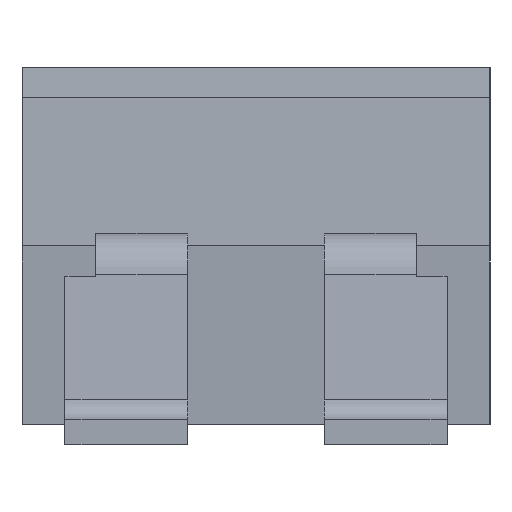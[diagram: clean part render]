
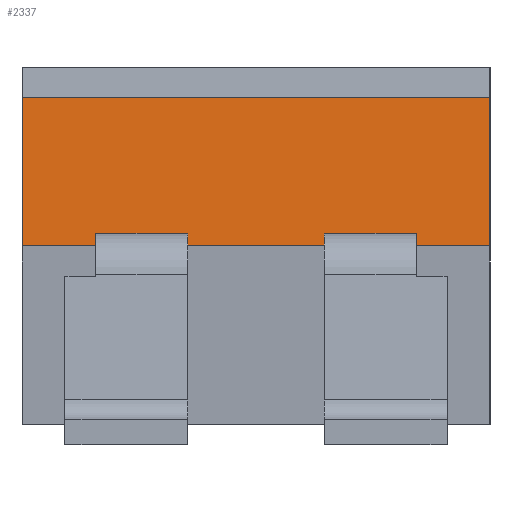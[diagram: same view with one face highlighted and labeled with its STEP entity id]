
A CAD part, left-side view. The second image highlights one B-rep face of the part: STEP entity #2337.
In plain terms, the highlighted planar face has unit normal (-0.998, 0, 0.056).
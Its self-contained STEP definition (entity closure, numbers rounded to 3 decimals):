
#32 = AXIS2_PLACEMENT_3D ( 'NONE', #1968, #311, #1958 ) ;
#66 = EDGE_CURVE ( 'NONE', #966, #232, #1797, .T. ) ;
#82 = CARTESIAN_POINT ( 'NONE',  ( 242.173, 163.726, 3.204 ) ) ;
#167 = ORIENTED_EDGE ( 'NONE', *, *, #66, .T. ) ;
#171 = CARTESIAN_POINT ( 'NONE',  ( 242.091, 168.306, 1.75 ) ) ;
#215 = VERTEX_POINT ( 'NONE', #625 ) ;
#216 = EDGE_CURVE ( 'NONE', #966, #943, #1883, .T. ) ;
#232 = VERTEX_POINT ( 'NONE', #2294 ) ;
#240 = CARTESIAN_POINT ( 'NONE',  ( 242.173, 168.306, 3.204 ) ) ;
#311 = DIRECTION ( 'NONE',  ( -0.998, 0., 0.056 ) ) ;
#459 = EDGE_CURVE ( 'NONE', #232, #215, #571, .T. ) ;
#571 = LINE ( 'NONE', #240, #1407 ) ;
#597 = DIRECTION ( 'NONE',  ( 0., 1., 0. ) ) ;
#603 = CARTESIAN_POINT ( 'NONE',  ( 242.173, 168.306, 3.204 ) ) ;
#625 = CARTESIAN_POINT ( 'NONE',  ( 242.091, 168.306, 1.75 ) ) ;
#756 = ORIENTED_EDGE ( 'NONE', *, *, #1163, .F. ) ;
#831 = FACE_OUTER_BOUND ( 'NONE', #1424, .T. ) ;
#868 = ORIENTED_EDGE ( 'NONE', *, *, #459, .T. ) ;
#943 = VERTEX_POINT ( 'NONE', #2027 ) ;
#961 = DIRECTION ( 'NONE',  ( -0.056, 0., -0.998 ) ) ;
#966 = VERTEX_POINT ( 'NONE', #2201 ) ;
#1143 = VECTOR ( 'NONE', #1711, 1000. ) ;
#1163 = EDGE_CURVE ( 'NONE', #943, #215, #2232, .T. ) ;
#1203 = VECTOR ( 'NONE', #1803, 1000. ) ;
#1407 = VECTOR ( 'NONE', #961, 1000. ) ;
#1424 = EDGE_LOOP ( 'NONE', ( #2173, #167, #868, #756 ) ) ;
#1697 = VECTOR ( 'NONE', #597, 1000. ) ;
#1711 = DIRECTION ( 'NONE',  ( -0.056, 0., -0.998 ) ) ;
#1797 = LINE ( 'NONE', #603, #1697 ) ;
#1803 = DIRECTION ( 'NONE',  ( 0., 1., 0. ) ) ;
#1883 = LINE ( 'NONE', #82, #1143 ) ;
#1958 = DIRECTION ( 'NONE',  ( 0.056, 0., 0.998 ) ) ;
#1968 = CARTESIAN_POINT ( 'NONE',  ( 242.173, 168.306, 3.204 ) ) ;
#2027 = CARTESIAN_POINT ( 'NONE',  ( 242.091, 163.726, 1.75 ) ) ;
#2169 = PLANE ( 'NONE',  #32 ) ;
#2173 = ORIENTED_EDGE ( 'NONE', *, *, #216, .F. ) ;
#2201 = CARTESIAN_POINT ( 'NONE',  ( 242.173, 163.726, 3.204 ) ) ;
#2232 = LINE ( 'NONE', #171, #1203 ) ;
#2294 = CARTESIAN_POINT ( 'NONE',  ( 242.173, 168.306, 3.204 ) ) ;
#2337 = ADVANCED_FACE ( 'NONE', ( #831 ), #2169, .T. ) ;
